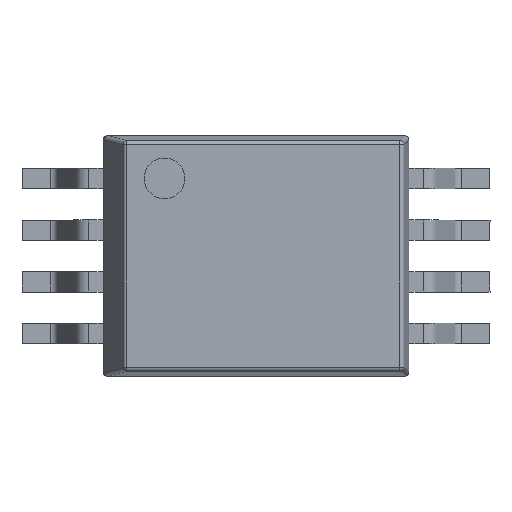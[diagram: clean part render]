
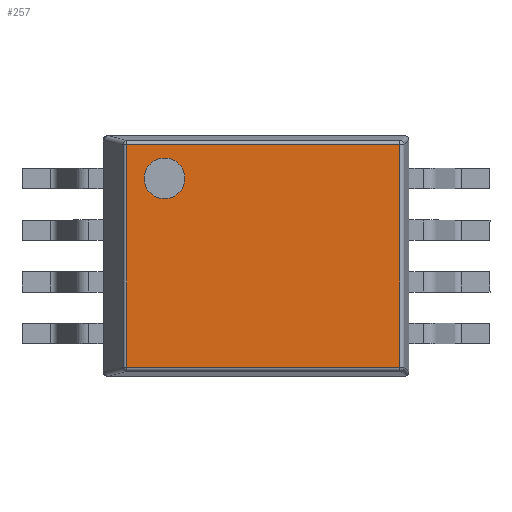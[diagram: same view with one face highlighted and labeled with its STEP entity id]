
A CAD part, top view. The second image highlights one B-rep face of the part: STEP entity #257.
In plain terms, the highlighted planar face has unit normal (0, 0, 1).
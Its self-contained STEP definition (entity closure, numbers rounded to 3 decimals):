
#50 = AXIS2_PLACEMENT_3D ( 'NONE', #3711, #6021, #744 ) ;
#133 = CARTESIAN_POINT ( 'NONE',  ( 0., 0., 2.3 ) ) ;
#187 = ORIENTED_EDGE ( 'NONE', *, *, #1587, .T. ) ;
#209 = DIRECTION ( 'NONE',  ( 1., 0., 0. ) ) ;
#257 = ADVANCED_FACE ( 'NONE', ( #2521, #1348 ), #1879, .T. ) ;
#263 = CARTESIAN_POINT ( 'NONE',  ( -1.75, 1.905, 2.3 ) ) ;
#274 = VERTEX_POINT ( 'NONE', #1390 ) ;
#339 = EDGE_LOOP ( 'NONE', ( #6984, #1886 ) ) ;
#491 = EDGE_CURVE ( 'NONE', #2261, #3219, #5443, .T. ) ;
#656 = DIRECTION ( 'NONE',  ( 0., -1., 0. ) ) ;
#744 = DIRECTION ( 'NONE',  ( 1., 0., 0. ) ) ;
#773 = CARTESIAN_POINT ( 'NONE',  ( 3.537, 0., 2.3 ) ) ;
#1200 = CIRCLE ( 'NONE', #6978, 0.5 ) ;
#1251 = ORIENTED_EDGE ( 'NONE', *, *, #7385, .T. ) ;
#1253 = EDGE_CURVE ( 'NONE', #3990, #4030, #3157, .T. ) ;
#1292 = DIRECTION ( 'NONE',  ( 0., 1., 0. ) ) ;
#1348 = FACE_OUTER_BOUND ( 'NONE', #6218, .T. ) ;
#1390 = CARTESIAN_POINT ( 'NONE',  ( -3.173, 2.737, 2.3 ) ) ;
#1587 = EDGE_CURVE ( 'NONE', #274, #3990, #6054, .T. ) ;
#1821 = ORIENTED_EDGE ( 'NONE', *, *, #4201, .T. ) ;
#1845 = DIRECTION ( 'NONE',  ( 1., 0., 0. ) ) ;
#1879 = PLANE ( 'NONE',  #2162 ) ;
#1886 = ORIENTED_EDGE ( 'NONE', *, *, #491, .F. ) ;
#1897 = LINE ( 'NONE', #773, #6370 ) ;
#2162 = AXIS2_PLACEMENT_3D ( 'NONE', #133, #4758, #4317 ) ;
#2261 = VERTEX_POINT ( 'NONE', #6917 ) ;
#2521 = FACE_BOUND ( 'NONE', #339, .T. ) ;
#2565 = DIRECTION ( 'NONE',  ( -1., 0., 0. ) ) ;
#2828 = VECTOR ( 'NONE', #2565, 1000. ) ;
#3157 = LINE ( 'NONE', #4959, #3464 ) ;
#3219 = VERTEX_POINT ( 'NONE', #263 ) ;
#3446 = CARTESIAN_POINT ( 'NONE',  ( 3.537, -2.737, 2.3 ) ) ;
#3464 = VECTOR ( 'NONE', #209, 1000. ) ;
#3664 = CARTESIAN_POINT ( 'NONE',  ( 3.537, 2.737, 2.3 ) ) ;
#3671 = ORIENTED_EDGE ( 'NONE', *, *, #1253, .T. ) ;
#3711 = CARTESIAN_POINT ( 'NONE',  ( -2.25, 1.905, 2.3 ) ) ;
#3766 = LINE ( 'NONE', #3921, #2828 ) ;
#3921 = CARTESIAN_POINT ( 'NONE',  ( 0., 2.737, 2.3 ) ) ;
#3990 = VERTEX_POINT ( 'NONE', #4455 ) ;
#4030 = VERTEX_POINT ( 'NONE', #3446 ) ;
#4099 = EDGE_CURVE ( 'NONE', #3219, #2261, #1200, .T. ) ;
#4201 = EDGE_CURVE ( 'NONE', #4698, #274, #3766, .T. ) ;
#4317 = DIRECTION ( 'NONE',  ( 1., 0., 0. ) ) ;
#4455 = CARTESIAN_POINT ( 'NONE',  ( -3.173, -2.737, 2.3 ) ) ;
#4698 = VERTEX_POINT ( 'NONE', #3664 ) ;
#4758 = DIRECTION ( 'NONE',  ( 0., 0., 1. ) ) ;
#4796 = CARTESIAN_POINT ( 'NONE',  ( -2.25, 1.905, 2.3 ) ) ;
#4917 = CARTESIAN_POINT ( 'NONE',  ( -3.173, 0., 2.3 ) ) ;
#4959 = CARTESIAN_POINT ( 'NONE',  ( 0., -2.737, 2.3 ) ) ;
#5443 = CIRCLE ( 'NONE', #50, 0.5 ) ;
#5862 = VECTOR ( 'NONE', #656, 1000. ) ;
#6021 = DIRECTION ( 'NONE',  ( 0., 0., 1. ) ) ;
#6054 = LINE ( 'NONE', #4917, #5862 ) ;
#6218 = EDGE_LOOP ( 'NONE', ( #3671, #1251, #1821, #187 ) ) ;
#6370 = VECTOR ( 'NONE', #1292, 1000. ) ;
#6666 = DIRECTION ( 'NONE',  ( 0., 0., 1. ) ) ;
#6917 = CARTESIAN_POINT ( 'NONE',  ( -2.75, 1.905, 2.3 ) ) ;
#6978 = AXIS2_PLACEMENT_3D ( 'NONE', #4796, #6666, #1845 ) ;
#6984 = ORIENTED_EDGE ( 'NONE', *, *, #4099, .F. ) ;
#7385 = EDGE_CURVE ( 'NONE', #4030, #4698, #1897, .T. ) ;
